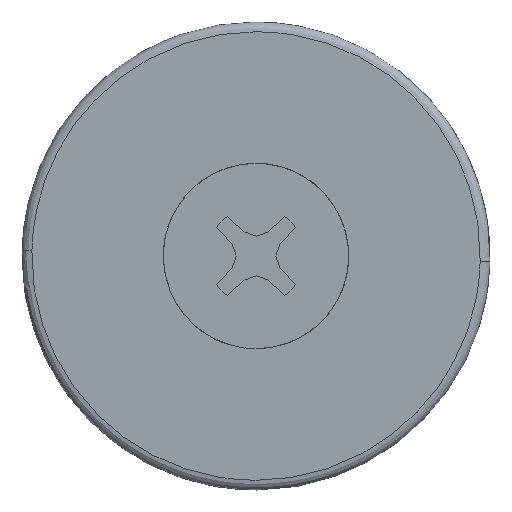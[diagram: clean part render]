
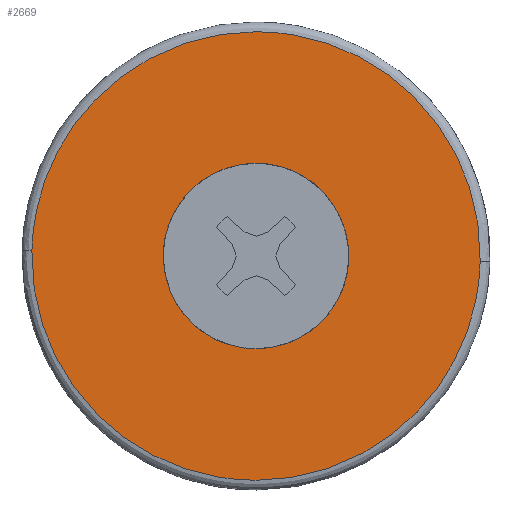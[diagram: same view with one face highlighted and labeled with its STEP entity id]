
A CAD part, front view. The second image highlights one B-rep face of the part: STEP entity #2669.
In plain terms, the highlighted free-form (B-spline) face has degree [1, 1] with [2, 2] control points.
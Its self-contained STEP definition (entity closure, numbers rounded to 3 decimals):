
#967=CARTESIAN_POINT('',(-4.727,0.,0.562));
#968=VERTEX_POINT('',#967);
#974=CARTESIAN_POINT('',(0.0,0.0,-4.76));
#975=VERTEX_POINT('',#974);
#976=CARTESIAN_POINT('',(-4.727,0.,0.562));
#977=CARTESIAN_POINT('',(-4.76,0.0,0.282));
#978=CARTESIAN_POINT('',(-4.76,0.0,0.0));
#979=CARTESIAN_POINT('',(-4.76,0.0,-4.76));
#980=CARTESIAN_POINT('',(0.0,0.0,-4.76));
#988=(BOUNDED_CURVE()B_SPLINE_CURVE(2,(#976,#977,#978,#979,#980),.UNSPECIFIED.,.F.,.U.)B_SPLINE_CURVE_WITH_KNOTS((3,2,3),(0.23,0.25,0.5),.UNSPECIFIED.)CURVE()GEOMETRIC_REPRESENTATION_ITEM()RATIONAL_B_SPLINE_CURVE((0.956,0.976,1.0,0.707,1.0))REPRESENTATION_ITEM(''));
#989=EDGE_CURVE('',#968,#975,#988,.T.);
#991=CARTESIAN_POINT('',(4.751,0.,-0.291));
#992=VERTEX_POINT('',#991);
#993=CARTESIAN_POINT('',(0.0,0.0,-4.76));
#994=CARTESIAN_POINT('',(4.478,0.0,-4.76));
#995=CARTESIAN_POINT('',(4.751,0.,-0.291));
#1003=(BOUNDED_CURVE()B_SPLINE_CURVE(2,(#993,#994,#995),.UNSPECIFIED.,.F.,.U.)B_SPLINE_CURVE_WITH_KNOTS((3,3),(0.5,0.739),.UNSPECIFIED.)CURVE()GEOMETRIC_REPRESENTATION_ITEM()RATIONAL_B_SPLINE_CURVE((1.0,0.72,0.976))REPRESENTATION_ITEM(''));
#1004=EDGE_CURVE('',#975,#992,#1003,.T.);
#1078=CARTESIAN_POINT('',(0.0,0.0,4.76));
#1079=VERTEX_POINT('',#1078);
#1080=CARTESIAN_POINT('',(4.751,0.,-0.291));
#1081=CARTESIAN_POINT('',(4.76,0.0,-0.145));
#1082=CARTESIAN_POINT('',(4.76,0.0,0.0));
#1083=CARTESIAN_POINT('',(4.76,0.0,4.76));
#1084=CARTESIAN_POINT('',(0.0,0.0,4.76));
#1092=(BOUNDED_CURVE()B_SPLINE_CURVE(2,(#1080,#1081,#1082,#1083,#1084),.UNSPECIFIED.,.F.,.U.)B_SPLINE_CURVE_WITH_KNOTS((3,2,3),(0.739,0.75,1.0),.UNSPECIFIED.)CURVE()GEOMETRIC_REPRESENTATION_ITEM()RATIONAL_B_SPLINE_CURVE((0.976,0.988,1.0,0.707,1.0))REPRESENTATION_ITEM(''));
#1093=EDGE_CURVE('',#992,#1079,#1092,.T.);
#1095=CARTESIAN_POINT('',(0.0,0.0,4.76));
#1096=CARTESIAN_POINT('',(-4.228,0.0,4.76));
#1097=CARTESIAN_POINT('',(-4.727,0.,0.562));
#1105=(BOUNDED_CURVE()B_SPLINE_CURVE(2,(#1095,#1096,#1097),.UNSPECIFIED.,.F.,.U.)B_SPLINE_CURVE_WITH_KNOTS((3,3),(0.0,0.23),.UNSPECIFIED.)CURVE()GEOMETRIC_REPRESENTATION_ITEM()RATIONAL_B_SPLINE_CURVE((1.0,0.731,0.956))REPRESENTATION_ITEM(''));
#1106=EDGE_CURVE('',#1079,#968,#1105,.T.);
#1565=CARTESIAN_POINT('',(-11.496,0.,0.289));
#1566=VERTEX_POINT('',#1565);
#1567=CARTESIAN_POINT('',(0.0,0.,-11.5));
#1568=VERTEX_POINT('',#1567);
#1569=CARTESIAN_POINT('',(-11.496,0.,0.289));
#1570=CARTESIAN_POINT('',(-11.5,0.,0.145));
#1571=CARTESIAN_POINT('',(-11.5,0.,0.));
#1572=CARTESIAN_POINT('',(-11.5,0.,-11.5));
#1573=CARTESIAN_POINT('',(0.0,0.,-11.5));
#1581=(BOUNDED_CURVE()B_SPLINE_CURVE(2,(#1569,#1570,#1571,#1572,#1573),.UNSPECIFIED.,.F.,.U.)B_SPLINE_CURVE_WITH_KNOTS((3,2,3),(0.746,0.75,1.0),.UNSPECIFIED.)CURVE()GEOMETRIC_REPRESENTATION_ITEM()RATIONAL_B_SPLINE_CURVE((0.99,0.995,1.0,0.707,1.0))REPRESENTATION_ITEM(''));
#1582=EDGE_CURVE('',#1566,#1568,#1581,.T.);
#1599=CARTESIAN_POINT('',(11.496,0.,-0.289));
#1600=VERTEX_POINT('',#1599);
#1614=CARTESIAN_POINT('',(0.0,0.,-11.5));
#1615=CARTESIAN_POINT('',(11.215,0.,-11.5));
#1616=CARTESIAN_POINT('',(11.496,0.,-0.289));
#1624=(BOUNDED_CURVE()B_SPLINE_CURVE(2,(#1614,#1615,#1616),.UNSPECIFIED.,.F.,.U.)B_SPLINE_CURVE_WITH_KNOTS((3,3),(0.0,0.246),.UNSPECIFIED.)CURVE()GEOMETRIC_REPRESENTATION_ITEM()RATIONAL_B_SPLINE_CURVE((1.0,0.712,0.99))REPRESENTATION_ITEM(''));
#1625=EDGE_CURVE('',#1568,#1600,#1624,.T.);
#1653=CARTESIAN_POINT('',(0.0,0.,11.5));
#1654=VERTEX_POINT('',#1653);
#1655=CARTESIAN_POINT('',(0.0,0.,11.5));
#1656=CARTESIAN_POINT('',(-11.215,0.,11.5));
#1657=CARTESIAN_POINT('',(-11.496,0.,0.289));
#1665=(BOUNDED_CURVE()B_SPLINE_CURVE(2,(#1655,#1656,#1657),.UNSPECIFIED.,.F.,.U.)B_SPLINE_CURVE_WITH_KNOTS((3,3),(0.5,0.746),.UNSPECIFIED.)CURVE()GEOMETRIC_REPRESENTATION_ITEM()RATIONAL_B_SPLINE_CURVE((1.0,0.712,0.99))REPRESENTATION_ITEM(''));
#1666=EDGE_CURVE('',#1654,#1566,#1665,.T.);
#1668=CARTESIAN_POINT('',(11.496,0.,-0.289));
#1669=CARTESIAN_POINT('',(11.5,0.,-0.145));
#1670=CARTESIAN_POINT('',(11.5,0.,0.));
#1671=CARTESIAN_POINT('',(11.5,0.,11.5));
#1672=CARTESIAN_POINT('',(0.0,0.,11.5));
#1680=(BOUNDED_CURVE()B_SPLINE_CURVE(2,(#1668,#1669,#1670,#1671,#1672),.UNSPECIFIED.,.F.,.U.)B_SPLINE_CURVE_WITH_KNOTS((3,2,3),(0.246,0.25,0.5),.UNSPECIFIED.)CURVE()GEOMETRIC_REPRESENTATION_ITEM()RATIONAL_B_SPLINE_CURVE((0.99,0.995,1.0,0.707,1.0))REPRESENTATION_ITEM(''));
#1681=EDGE_CURVE('',#1600,#1654,#1680,.T.);
#2652=CARTESIAN_POINT('',(-12.645,0.,12.649));
#2653=CARTESIAN_POINT('',(-12.645,0.,-12.649));
#2654=CARTESIAN_POINT('',(12.645,0.,12.649));
#2655=CARTESIAN_POINT('',(12.645,0.,-12.649));
#2656=B_SPLINE_SURFACE_WITH_KNOTS('',1,1,((#2652,#2654),(#2653,#2655)),.UNSPECIFIED.,.F.,.F.,.U.,(2,2),(2,2),(0.0,25.298),(0.0,25.29),.UNSPECIFIED.);
#2657=ORIENTED_EDGE('',*,*,#1625,.T.);
#2658=ORIENTED_EDGE('',*,*,#1681,.T.);
#2659=ORIENTED_EDGE('',*,*,#1666,.T.);
#2660=ORIENTED_EDGE('',*,*,#1582,.T.);
#2661=EDGE_LOOP('',(#2657,#2658,#2659,#2660));
#2662=FACE_OUTER_BOUND('',#2661,.T.);
#2663=ORIENTED_EDGE('',*,*,#1004,.F.);
#2664=ORIENTED_EDGE('',*,*,#989,.F.);
#2665=ORIENTED_EDGE('',*,*,#1106,.F.);
#2666=ORIENTED_EDGE('',*,*,#1093,.F.);
#2667=EDGE_LOOP('',(#2663,#2664,#2665,#2666));
#2668=FACE_BOUND('',#2667,.T.);
#2669=ADVANCED_FACE('',(#2662,#2668),#2656,.T.);
